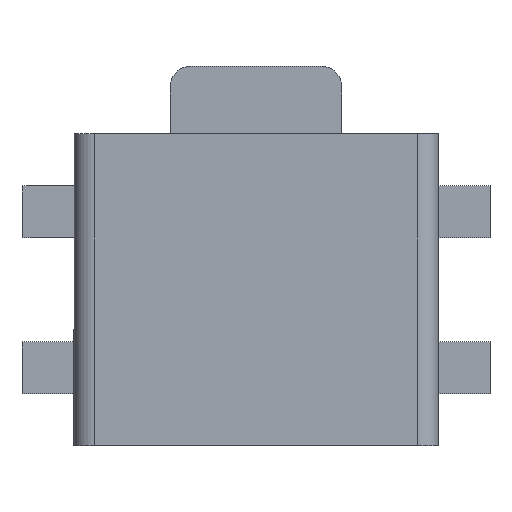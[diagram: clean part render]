
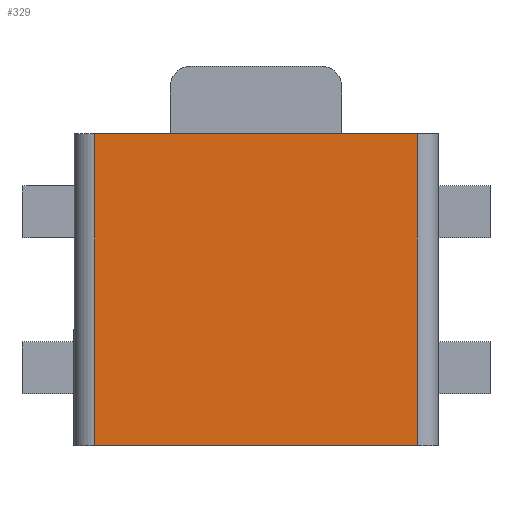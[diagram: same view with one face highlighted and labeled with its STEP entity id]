
A CAD part, top view. The second image highlights one B-rep face of the part: STEP entity #329.
In plain terms, the highlighted planar face has unit normal (0, 0, 1).
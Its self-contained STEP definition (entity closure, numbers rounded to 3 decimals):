
#37 = DIRECTION ( 'NONE',  ( 1., 0., 0. ) ) ;
#53 = CARTESIAN_POINT ( 'NONE',  ( 1.55, -1.5, 1.35 ) ) ;
#60 = VECTOR ( 'NONE', #311, 1000. ) ;
#100 = EDGE_CURVE ( 'NONE', #610, #258, #1143, .T. ) ;
#170 = CARTESIAN_POINT ( 'NONE',  ( 1.75, 1.5, 1.35 ) ) ;
#181 = VECTOR ( 'NONE', #1399, 1000. ) ;
#258 = VERTEX_POINT ( 'NONE', #1497 ) ;
#311 = DIRECTION ( 'NONE',  ( 0., 1., 0. ) ) ;
#329 = ADVANCED_FACE ( 'NONE', ( #711 ), #580, .T. ) ;
#339 = EDGE_CURVE ( 'NONE', #618, #258, #1343, .T. ) ;
#580 = PLANE ( 'NONE',  #616 ) ;
#591 = CARTESIAN_POINT ( 'NONE',  ( -1.75, -1.5, 1.35 ) ) ;
#610 = VERTEX_POINT ( 'NONE', #1236 ) ;
#616 = AXIS2_PLACEMENT_3D ( 'NONE', #1106, #857, #832 ) ;
#618 = VERTEX_POINT ( 'NONE', #53 ) ;
#711 = FACE_OUTER_BOUND ( 'NONE', #936, .T. ) ;
#720 = CARTESIAN_POINT ( 'NONE',  ( 1.55, 0., 1.35 ) ) ;
#831 = VERTEX_POINT ( 'NONE', #1042 ) ;
#832 = DIRECTION ( 'NONE',  ( 1., 0., 0. ) ) ;
#857 = DIRECTION ( 'NONE',  ( 0., 0., 1. ) ) ;
#890 = CARTESIAN_POINT ( 'NONE',  ( -1.55, 0., 1.35 ) ) ;
#936 = EDGE_LOOP ( 'NONE', ( #1422, #1164, #1486, #1207 ) ) ;
#1042 = CARTESIAN_POINT ( 'NONE',  ( 1.55, 1.5, 1.35 ) ) ;
#1106 = CARTESIAN_POINT ( 'NONE',  ( 0., 0., 1.35 ) ) ;
#1116 = VECTOR ( 'NONE', #37, 1000. ) ;
#1143 = LINE ( 'NONE', #890, #181 ) ;
#1164 = ORIENTED_EDGE ( 'NONE', *, *, #1347, .F. ) ;
#1180 = LINE ( 'NONE', #170, #1116 ) ;
#1207 = ORIENTED_EDGE ( 'NONE', *, *, #339, .F. ) ;
#1236 = CARTESIAN_POINT ( 'NONE',  ( -1.55, 1.5, 1.35 ) ) ;
#1247 = LINE ( 'NONE', #720, #60 ) ;
#1343 = LINE ( 'NONE', #591, #1578 ) ;
#1347 = EDGE_CURVE ( 'NONE', #610, #831, #1180, .T. ) ;
#1376 = DIRECTION ( 'NONE',  ( -1., 0., 0. ) ) ;
#1399 = DIRECTION ( 'NONE',  ( 0., -1., 0. ) ) ;
#1422 = ORIENTED_EDGE ( 'NONE', *, *, #1430, .T. ) ;
#1430 = EDGE_CURVE ( 'NONE', #618, #831, #1247, .T. ) ;
#1486 = ORIENTED_EDGE ( 'NONE', *, *, #100, .T. ) ;
#1497 = CARTESIAN_POINT ( 'NONE',  ( -1.55, -1.5, 1.35 ) ) ;
#1578 = VECTOR ( 'NONE', #1376, 1000. ) ;
